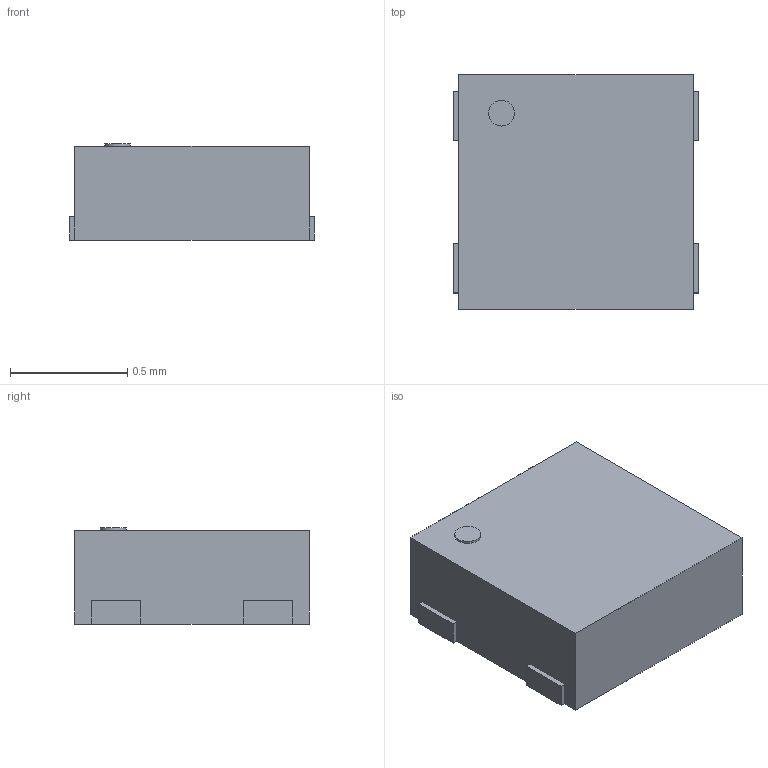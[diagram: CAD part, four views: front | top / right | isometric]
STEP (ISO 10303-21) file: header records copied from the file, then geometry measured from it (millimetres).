
FILE_DESCRIPTION(/* description */ (''),/* implementation_level */ '2;1');
FILE_NAME(/* name */ 'tlv742p.step',/* time_stamp */ '2019-11-26T15:16:39-05:00',/* author */ (''),/* organization */ (''),/* preprocessor_version */ 'ST-DEVELOPER v18',/* originating_system */ 'Autodesk Translation Framework v8.12.0.6',/* authorisation */ '');
FILE_SCHEMA (('AUTOMOTIVE_DESIGN { 1 0 10303 214 3 1 1 }'));
Length unit declared in the file: millimetre
Products named in the file (1): tlv742p
Bounding box: 1.04 x 1 x 0.41 mm (x, y, z)
Volume: 0.4 mm3; surface area: 5 mm2
Topology: 3 solids, 3 shells, 20 faces, 39 edges, 26 vertices
Faces by surface type: plane 19, cylinder 1
Full cylindrical faces by diameter (mm): 0.11 x1
Entity records: 558 total; most frequent: CARTESIAN_POINT 86, DIRECTION 83, ORIENTED_EDGE 78, EDGE_CURVE 39, LINE 37, VECTOR 37, VERTEX_POINT 26, AXIS2_PLACEMENT_3D 23
